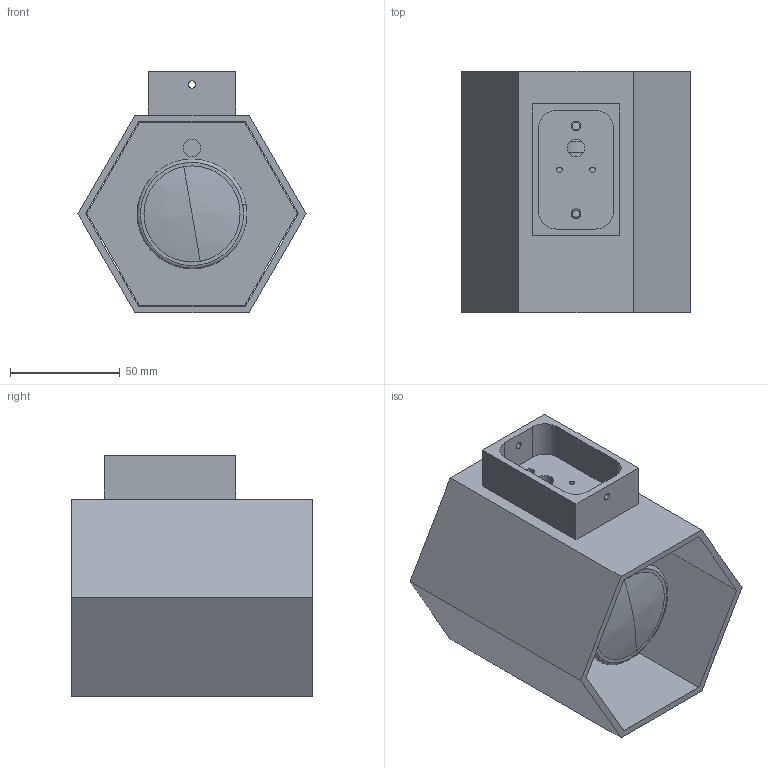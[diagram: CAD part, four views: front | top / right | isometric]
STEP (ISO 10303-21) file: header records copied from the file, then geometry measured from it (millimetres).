
FILE_DESCRIPTION (( 'STEP AP214' ), '1' );
FILE_NAME ('LWA387.STEP', '2021-11-26T06:09:54', ( 'GH' ), ( 'Microsoft' ), 'SwSTEP 2.0', 'SolidWorks 2013', '' );
FILE_SCHEMA (( 'AUTOMOTIVE_DESIGN' ));
Length unit declared in the file: millimetre
Products named in the file (7): 族腑奻裔; GU10腑芛+腑邐; GU-10; GU10腑芛-湍窪伎綴裔; 族腑腑芠-1; 族碟-1; LWA387
Assembly tree (6 placements, depth 3):
  LWA387
    族碟-1
    族腑腑芠-1
    GU10腑芛+腑邐
      GU10腑芛-湍窪伎綴裔
      GU-10
    族腑奻裔
Bounding box: 103.92 x 110 x 110 mm (x, y, z)
Volume: 190725.5 mm3; surface area: 120023.3 mm2
Topology: 6 solids, 6 shells, 249 faces, 636 edges, 415 vertices
Faces by surface type: plane 109, cylinder 107, cone 20, torus 11, sphere 2
Entity records: 10068 total; most frequent: CARTESIAN_POINT 1718, DIRECTION 1365, ORIENTED_EDGE 1272, EDGE_CURVE 636, AXIS2_PLACEMENT_3D 534, VERTEX_POINT 415, EDGE_LOOP 303, VECTOR 297
